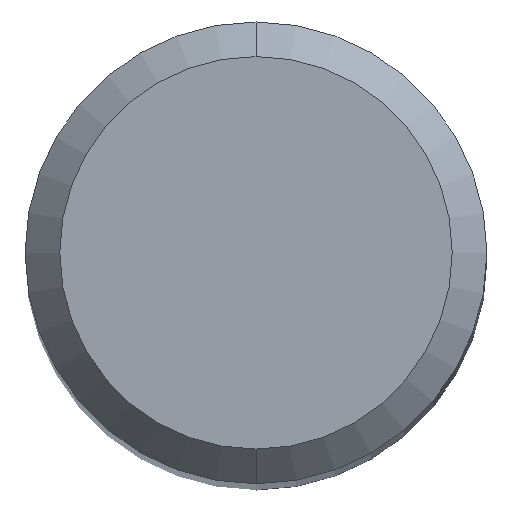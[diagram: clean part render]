
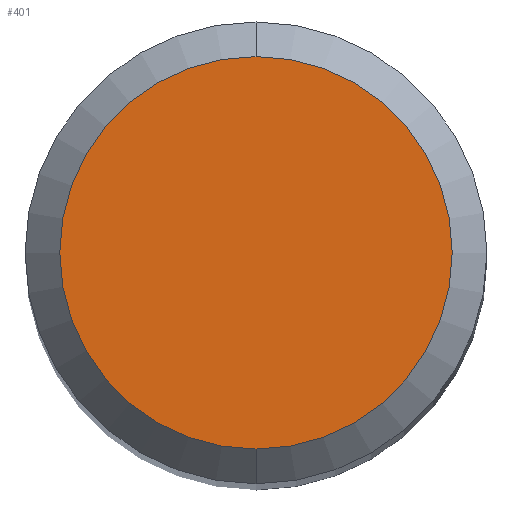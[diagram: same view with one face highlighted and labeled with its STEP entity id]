
A CAD part, top view. The second image highlights one B-rep face of the part: STEP entity #401.
In plain terms, the highlighted planar face has unit normal (0, 0, 1).
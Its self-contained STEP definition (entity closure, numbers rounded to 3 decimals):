
#355=EDGE_CURVE('',#503,#357,#731,.T.);
#357=VERTEX_POINT('',#733);
#401=ADVANCED_FACE('',(#783),#784,.T.);
#503=VERTEX_POINT('',#897);
#507=EDGE_CURVE('',#357,#503,#901,.T.);
#731=CIRCLE('',#1339,1.7);
#733=CARTESIAN_POINT('',(0.0,1.7,0.));
#783=FACE_OUTER_BOUND('',#1411,.T.);
#784=PLANE('',#1412);
#897=CARTESIAN_POINT('',(0.,-1.7,0.));
#901=CIRCLE('',#1609,1.7);
#1339=AXIS2_PLACEMENT_3D('',#1863,#1864,#1865);
#1411=EDGE_LOOP('',(#1927,#1928));
#1412=AXIS2_PLACEMENT_3D('',#1929,#1930,#1931);
#1609=AXIS2_PLACEMENT_3D('',#2056,#2057,#2058);
#1863=CARTESIAN_POINT('',(0.0,0.0,0.));
#1864=DIRECTION('',(0.0,0.0,-1.0));
#1865=DIRECTION('',(0.0,1.0,0.0));
#1927=ORIENTED_EDGE('',*,*,#507,.F.);
#1928=ORIENTED_EDGE('',*,*,#355,.F.);
#1929=CARTESIAN_POINT('',(0.0,0.85,0.));
#1930=DIRECTION('',(-0.0,0.0,1.0));
#1931=DIRECTION('',(0.0,-1.0,0.0));
#2056=CARTESIAN_POINT('',(0.0,0.0,0.));
#2057=DIRECTION('',(0.0,0.0,-1.0));
#2058=DIRECTION('',(0.0,1.0,0.0));
